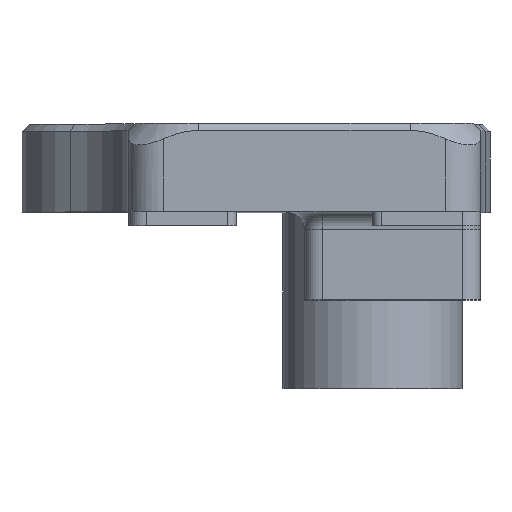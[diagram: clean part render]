
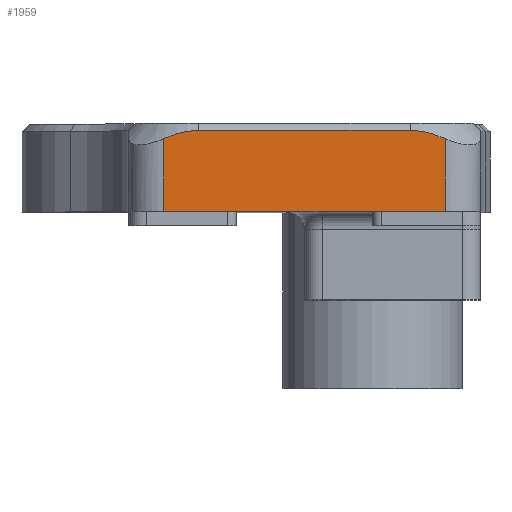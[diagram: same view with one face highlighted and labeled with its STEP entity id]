
A CAD part, top view. The second image highlights one B-rep face of the part: STEP entity #1959.
In plain terms, the highlighted planar face has unit normal (0, 0, 1).
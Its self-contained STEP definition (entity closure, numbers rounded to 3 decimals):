
#36=(
BOUNDED_CURVE()
B_SPLINE_CURVE(2,(#13850,#13851,#13852),.UNSPECIFIED.,.F.,.F.)
B_SPLINE_CURVE_WITH_KNOTS((3,3),(0.889,1.237),
 .UNSPECIFIED.)
CURVE()
GEOMETRIC_REPRESENTATION_ITEM()
RATIONAL_B_SPLINE_CURVE((1.575,1.575,1.487))
REPRESENTATION_ITEM('')
);
#37=(
BOUNDED_CURVE()
B_SPLINE_CURVE(2,(#13857,#13858,#13859),.UNSPECIFIED.,.F.,.F.)
B_SPLINE_CURVE_WITH_KNOTS((3,3),(1.025,1.404),
 .UNSPECIFIED.)
CURVE()
GEOMETRIC_REPRESENTATION_ITEM()
RATIONAL_B_SPLINE_CURVE((1.69,1.69,1.596))
REPRESENTATION_ITEM('')
);
#50=PLANE('',#2161);
#129=FACE_OUTER_BOUND('',#233,.T.);
#233=EDGE_LOOP('',(#1532,#1533,#1534,#1535,#1536,#1537));
#500=LINE('',#12972,#612);
#525=LINE('',#13818,#637);
#526=LINE('',#13821,#638);
#534=LINE('',#13860,#646);
#612=VECTOR('',#2411,10.);
#637=VECTOR('',#2526,10.);
#638=VECTOR('',#2529,10.);
#646=VECTOR('',#2543,10.);
#802=VERTEX_POINT('',#12969);
#803=VERTEX_POINT('',#12971);
#848=VERTEX_POINT('',#13803);
#849=VERTEX_POINT('',#13820);
#853=VERTEX_POINT('',#13849);
#854=VERTEX_POINT('',#13856);
#1039=EDGE_CURVE('',#803,#802,#500,.T.);
#1108=EDGE_CURVE('',#848,#802,#525,.T.);
#1109=EDGE_CURVE('',#803,#849,#526,.T.);
#1117=EDGE_CURVE('',#853,#849,#36,.T.);
#1120=EDGE_CURVE('',#854,#848,#37,.T.);
#1121=EDGE_CURVE('',#853,#854,#534,.T.);
#1532=ORIENTED_EDGE('',*,*,#1108,.F.);
#1533=ORIENTED_EDGE('',*,*,#1120,.F.);
#1534=ORIENTED_EDGE('',*,*,#1121,.F.);
#1535=ORIENTED_EDGE('',*,*,#1117,.T.);
#1536=ORIENTED_EDGE('',*,*,#1109,.F.);
#1537=ORIENTED_EDGE('',*,*,#1039,.T.);
#1959=ADVANCED_FACE('',(#129),#50,.F.);
#2161=AXIS2_PLACEMENT_3D('',#13855,#2541,#2542);
#2411=DIRECTION('',(1.,0.,0.));
#2526=DIRECTION('',(0.,-1.,0.));
#2529=DIRECTION('',(0.,1.,0.));
#2541=DIRECTION('center_axis',(0.,0.,
-1.));
#2542=DIRECTION('ref_axis',(-1.,0.,0.));
#2543=DIRECTION('',(1.,0.,0.));
#12969=CARTESIAN_POINT('',(-144.614,-33.,164.4));
#12971=CARTESIAN_POINT('',(-160.614,-33.,164.4));
#12972=CARTESIAN_POINT('',(-162.614,-33.,164.4));
#13803=CARTESIAN_POINT('',(-144.614,-28.872,164.4));
#13818=CARTESIAN_POINT('',(-144.614,-33.,164.4));
#13820=CARTESIAN_POINT('',(-160.614,-28.872,164.4));
#13821=CARTESIAN_POINT('',(-160.614,-33.,164.4));
#13849=CARTESIAN_POINT('',(-158.614,-28.4,164.4));
#13850=CARTESIAN_POINT('Ctrl Pts',(-158.614,-28.4,
164.4));
#13851=CARTESIAN_POINT('Ctrl Pts',(-159.559,-28.4,
164.4));
#13852=CARTESIAN_POINT('Ctrl Pts',(-160.614,-28.872,
164.4));
#13855=CARTESIAN_POINT('Origin',(-142.614,-33.,164.4));
#13856=CARTESIAN_POINT('',(-146.614,-28.4,164.4));
#13857=CARTESIAN_POINT('Ctrl Pts',(-146.614,-28.4,
164.4));
#13858=CARTESIAN_POINT('Ctrl Pts',(-145.67,-28.4,
164.4));
#13859=CARTESIAN_POINT('Ctrl Pts',(-144.614,-28.872,
164.4));
#13860=CARTESIAN_POINT('',(-148.709,-28.4,164.4));
